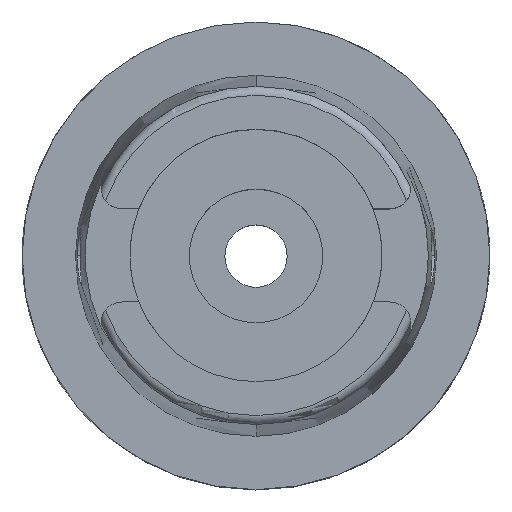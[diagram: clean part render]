
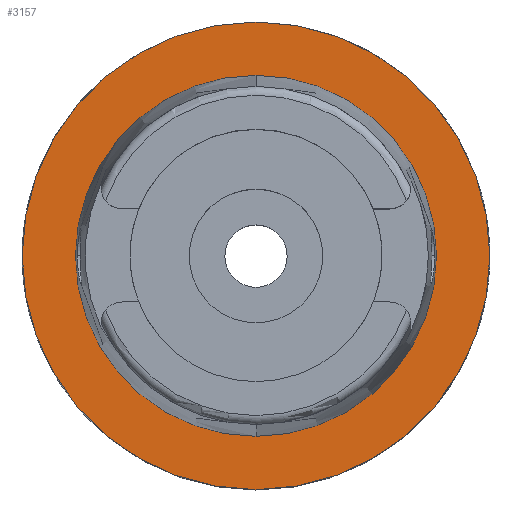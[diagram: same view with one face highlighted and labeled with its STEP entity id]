
A CAD part, top view. The second image highlights one B-rep face of the part: STEP entity #3157.
In plain terms, the highlighted planar face has unit normal (0, 0, 1).
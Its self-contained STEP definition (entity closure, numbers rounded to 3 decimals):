
#667=CARTESIAN_POINT('',(0.,0.,0.));
#668=DIRECTION('',(0.,0.,-1.));
#669=DIRECTION('',(0.,-1.,0.));
#670=AXIS2_PLACEMENT_3D('',#667,#668,#669);
#675=CARTESIAN_POINT('',(0.,0.,0.));
#676=DIRECTION('',(0.,0.,-1.));
#677=DIRECTION('',(0.,1.,0.));
#678=AXIS2_PLACEMENT_3D('',#675,#676,#677);
#683=CARTESIAN_POINT('',(0.,0.,0.));
#684=DIRECTION('',(0.,0.,1.));
#685=DIRECTION('',(0.,-1.,0.));
#686=AXIS2_PLACEMENT_3D('',#683,#684,#685);
#691=CARTESIAN_POINT('',(0.,0.,0.));
#692=DIRECTION('',(0.,0.,1.));
#693=DIRECTION('',(0.,1.,0.));
#694=AXIS2_PLACEMENT_3D('',#691,#692,#693);
#2471=CARTESIAN_POINT('',(0.,-24.315,0.));
#2472=VERTEX_POINT('',#2471);
#2473=CARTESIAN_POINT('',(0.,24.315,0.));
#2474=VERTEX_POINT('',#2473);
#2739=CARTESIAN_POINT('',(0.,31.5,0.));
#2740=VERTEX_POINT('',#2739);
#2741=CARTESIAN_POINT('',(0.,-31.5,0.));
#2742=VERTEX_POINT('',#2741);
#3142=CARTESIAN_POINT('',(0.,0.,0.));
#3143=DIRECTION('',(0.,0.,-1.));
#3144=DIRECTION('',(0.,-1.,0.));
#3145=AXIS2_PLACEMENT_3D('',#3142,#3143,#3144);
#3146=PLANE('',#3145);
#3148=ORIENTED_EDGE('',*,*,#3147,.T.);
#3150=ORIENTED_EDGE('',*,*,#3149,.T.);
#3151=EDGE_LOOP('',(#3148,#3150));
#3152=FACE_OUTER_BOUND('',#3151,.F.);
#3153=ORIENTED_EDGE('',*,*,#3115,.T.);
#3154=ORIENTED_EDGE('',*,*,#3076,.T.);
#3155=EDGE_LOOP('',(#3153,#3154));
#3156=FACE_BOUND('',#3155,.F.);
#671=CIRCLE('',#670,31.5);
#679=CIRCLE('',#678,31.5);
#687=CIRCLE('',#686,24.315);
#695=CIRCLE('',#694,24.315);
#3076=EDGE_CURVE('',#2474,#2472,#695,.T.);
#3115=EDGE_CURVE('',#2472,#2474,#687,.T.);
#3147=EDGE_CURVE('',#2742,#2740,#671,.T.);
#3149=EDGE_CURVE('',#2740,#2742,#679,.T.);
#3157=ADVANCED_FACE('',(#3152,#3156),#3146,.F.);
